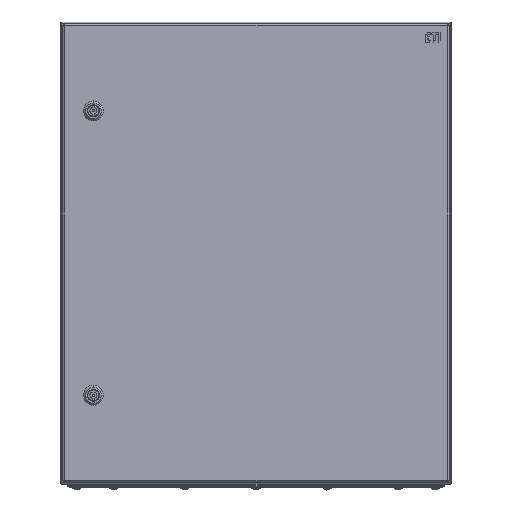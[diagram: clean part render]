
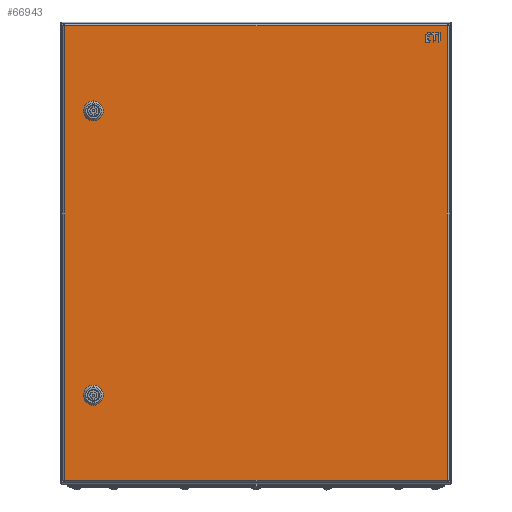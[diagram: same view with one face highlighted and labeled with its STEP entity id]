
A CAD part, front view. The second image highlights one B-rep face of the part: STEP entity #66943.
In plain terms, the highlighted face is planar.
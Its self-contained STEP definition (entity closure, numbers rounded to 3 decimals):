
#65899=DIRECTION('',(0.483,0.,0.875));
#65900=VECTOR('',#65899,538.4);
#65901=CARTESIAN_POINT('',(346.802,444.6,137.233));
#65902=LINE('',#65901,#65900);
#65937=DIRECTION('',(0.,1.,0.));
#65938=VECTOR('',#65937,639.);
#65939=CARTESIAN_POINT('',(346.802,-194.4,137.233));
#65940=LINE('',#65939,#65938);
#65968=DIRECTION('',(-0.483,0.,-0.875));
#65969=VECTOR('',#65968,538.4);
#65970=CARTESIAN_POINT('',(607.079,-194.4,608.541));
#65971=LINE('',#65970,#65969);
#65982=DIRECTION('',(0.483,0.,0.875));
#65983=VECTOR('',#65982,10.111);
#65984=CARTESIAN_POINT('',(585.056,335.15,568.662));
#65985=LINE('',#65984,#65983);
#65989=CARTESIAN_POINT('',(587.5,325.1,573.088));
#65990=DIRECTION('',(0.875,0.,-0.483));
#65991=DIRECTION('',(0.217,0.893,0.393));
#65992=AXIS2_PLACEMENT_3D('',#65989,#65990,#65991);
#65997=DIRECTION('',(0.,-1.,0.));
#65998=VECTOR('',#65997,10.111);
#65999=CARTESIAN_POINT('',(592.358,330.156,581.885));
#66000=LINE('',#65999,#65998);
#66004=CARTESIAN_POINT('',(587.5,325.1,573.088));
#66005=DIRECTION('',(0.875,0.,-0.483));
#66006=DIRECTION('',(0.432,-0.449,0.782));
#66007=AXIS2_PLACEMENT_3D('',#66004,#66005,#66006);
#66012=DIRECTION('',(-0.483,0.,
-0.875));
#66013=VECTOR('',#66012,10.111);
#66014=CARTESIAN_POINT('',(589.944,315.05,577.513));
#66015=LINE('',#66014,#66013);
#66019=CARTESIAN_POINT('',(587.5,325.1,573.088));
#66020=DIRECTION('',(0.875,0.,-0.483));
#66021=DIRECTION('',(-0.217,-0.893,-0.393));
#66022=AXIS2_PLACEMENT_3D('',#66019,#66020,#66021);
#66027=DIRECTION('',(0.,1.,0.));
#66028=VECTOR('',#66027,10.111);
#66029=CARTESIAN_POINT('',(582.641,320.044,564.29));
#66030=LINE('',#66029,#66028);
#66034=CARTESIAN_POINT('',(587.5,325.1,573.088));
#66035=DIRECTION('',(0.875,0.,-0.483));
#66036=DIRECTION('',(-0.432,0.449,-0.782));
#66037=AXIS2_PLACEMENT_3D('',#66034,#66035,#66036);
#66042=DIRECTION('',(0.483,0.,0.875));
#66043=VECTOR('',#66042,10.111);
#66044=CARTESIAN_POINT('',(585.056,-64.85,
568.662));
#66045=LINE('',#66044,#66043);
#66049=CARTESIAN_POINT('',(587.5,-74.9,573.088));
#66050=DIRECTION('',(0.875,0.,-0.483));
#66051=DIRECTION('',(0.217,0.893,0.393));
#66052=AXIS2_PLACEMENT_3D('',#66049,#66050,#66051);
#66057=DIRECTION('',(0.,-1.,0.));
#66058=VECTOR('',#66057,10.111);
#66059=CARTESIAN_POINT('',(592.358,-69.844,
581.885));
#66060=LINE('',#66059,#66058);
#66064=CARTESIAN_POINT('',(587.5,-74.9,573.088));
#66065=DIRECTION('',(0.875,0.,-0.483));
#66066=DIRECTION('',(0.432,-0.449,0.782));
#66067=AXIS2_PLACEMENT_3D('',#66064,#66065,#66066);
#66072=DIRECTION('',(-0.483,0.,
-0.875));
#66073=VECTOR('',#66072,10.111);
#66074=CARTESIAN_POINT('',(589.944,-84.95,577.513));
#66075=LINE('',#66074,#66073);
#66079=CARTESIAN_POINT('',(587.5,-74.9,573.088));
#66080=DIRECTION('',(0.875,0.,-0.483));
#66081=DIRECTION('',(-0.217,-0.893,-0.393));
#66082=AXIS2_PLACEMENT_3D('',#66079,#66080,#66081);
#66087=DIRECTION('',(0.,1.,0.));
#66088=VECTOR('',#66087,10.111);
#66089=CARTESIAN_POINT('',(582.641,-79.956,
564.29));
#66090=LINE('',#66089,#66088);
#66094=CARTESIAN_POINT('',(587.5,-74.9,573.088));
#66095=DIRECTION('',(0.875,0.,-0.483));
#66096=DIRECTION('',(-0.432,0.449,-0.782));
#66097=AXIS2_PLACEMENT_3D('',#66094,#66095,#66096);
#66102=DIRECTION('',(0.,-1.,0.));
#66103=VECTOR('',#66102,639.);
#66104=CARTESIAN_POINT('',(607.079,444.6,608.541));
#66105=LINE('',#66104,#66103);
#66596=CARTESIAN_POINT('',(346.802,444.6,137.233));
#66597=VERTEX_POINT('',#66596);
#66598=CARTESIAN_POINT('',(607.079,444.6,608.541));
#66599=VERTEX_POINT('',#66598);
#66600=CARTESIAN_POINT('',(346.802,-194.4,137.233));
#66601=VERTEX_POINT('',#66600);
#66602=CARTESIAN_POINT('',(607.079,-194.4,608.541));
#66603=VERTEX_POINT('',#66602);
#66604=CARTESIAN_POINT('',(585.056,335.15,568.662));
#66605=CARTESIAN_POINT('',(589.944,335.15,577.513));
#66606=VERTEX_POINT('',#66604);
#66607=VERTEX_POINT('',#66605);
#66608=CARTESIAN_POINT('',(592.358,330.156,581.885));
#66609=VERTEX_POINT('',#66608);
#66610=CARTESIAN_POINT('',(592.358,320.044,581.885));
#66611=VERTEX_POINT('',#66610);
#66612=CARTESIAN_POINT('',(589.944,315.05,577.513));
#66613=VERTEX_POINT('',#66612);
#66614=CARTESIAN_POINT('',(585.056,315.05,568.662));
#66615=VERTEX_POINT('',#66614);
#66616=CARTESIAN_POINT('',(582.641,320.044,564.29));
#66617=VERTEX_POINT('',#66616);
#66618=CARTESIAN_POINT('',(582.641,330.156,564.29));
#66619=VERTEX_POINT('',#66618);
#66620=CARTESIAN_POINT('',(585.056,-64.85,
568.662));
#66621=CARTESIAN_POINT('',(589.944,-64.85,
577.513));
#66622=VERTEX_POINT('',#66620);
#66623=VERTEX_POINT('',#66621);
#66624=CARTESIAN_POINT('',(592.358,-69.844,
581.885));
#66625=VERTEX_POINT('',#66624);
#66626=CARTESIAN_POINT('',(592.358,-79.956,
581.885));
#66627=VERTEX_POINT('',#66626);
#66628=CARTESIAN_POINT('',(589.944,-84.95,
577.513));
#66629=VERTEX_POINT('',#66628);
#66630=CARTESIAN_POINT('',(585.056,-84.95,568.662));
#66631=VERTEX_POINT('',#66630);
#66632=CARTESIAN_POINT('',(582.641,-79.956,
564.29));
#66633=VERTEX_POINT('',#66632);
#66634=CARTESIAN_POINT('',(582.641,-69.844,
564.29));
#66635=VERTEX_POINT('',#66634);
#66895=CARTESIAN_POINT('',(207.679,0.,-114.69));
#66896=DIRECTION('',(-0.875,0.,0.483));
#66897=DIRECTION('',(0.483,0.,0.875));
#66898=AXIS2_PLACEMENT_3D('',#66895,#66896,#66897);
#66899=PLANE('',#66898);
#66901=ORIENTED_EDGE('',*,*,#66900,.F.);
#66902=ORIENTED_EDGE('',*,*,#66836,.F.);
#66903=ORIENTED_EDGE('',*,*,#66863,.F.);
#66904=ORIENTED_EDGE('',*,*,#66886,.F.);
#66905=EDGE_LOOP('',(#66901,#66902,#66903,#66904));
#66906=FACE_OUTER_BOUND('',#66905,.F.);
#66908=ORIENTED_EDGE('',*,*,#66907,.T.);
#66910=ORIENTED_EDGE('',*,*,#66909,.T.);
#66912=ORIENTED_EDGE('',*,*,#66911,.T.);
#66914=ORIENTED_EDGE('',*,*,#66913,.T.);
#66916=ORIENTED_EDGE('',*,*,#66915,.T.);
#66918=ORIENTED_EDGE('',*,*,#66917,.T.);
#66920=ORIENTED_EDGE('',*,*,#66919,.T.);
#66922=ORIENTED_EDGE('',*,*,#66921,.T.);
#66923=EDGE_LOOP('',(#66908,#66910,#66912,#66914,#66916,#66918,#66920,#66922));
#66924=FACE_BOUND('',#66923,.F.);
#66926=ORIENTED_EDGE('',*,*,#66925,.T.);
#66928=ORIENTED_EDGE('',*,*,#66927,.T.);
#66930=ORIENTED_EDGE('',*,*,#66929,.T.);
#66932=ORIENTED_EDGE('',*,*,#66931,.T.);
#66934=ORIENTED_EDGE('',*,*,#66933,.T.);
#66936=ORIENTED_EDGE('',*,*,#66935,.T.);
#66938=ORIENTED_EDGE('',*,*,#66937,.T.);
#66940=ORIENTED_EDGE('',*,*,#66939,.T.);
#66941=EDGE_LOOP('',(#66926,#66928,#66930,#66932,#66934,#66936,#66938,#66940));
#66942=FACE_BOUND('',#66941,.F.);
#65993=CIRCLE('',#65992,11.25);
#66008=CIRCLE('',#66007,11.25);
#66023=CIRCLE('',#66022,11.25);
#66038=CIRCLE('',#66037,11.25);
#66053=CIRCLE('',#66052,11.25);
#66068=CIRCLE('',#66067,11.25);
#66083=CIRCLE('',#66082,11.25);
#66098=CIRCLE('',#66097,11.25);
#66836=EDGE_CURVE('',#66597,#66599,#65902,.T.);
#66863=EDGE_CURVE('',#66601,#66597,#65940,.T.);
#66886=EDGE_CURVE('',#66603,#66601,#65971,.T.);
#66900=EDGE_CURVE('',#66599,#66603,#66105,.T.);
#66907=EDGE_CURVE('',#66606,#66607,#65985,.T.);
#66909=EDGE_CURVE('',#66607,#66609,#65993,.T.);
#66911=EDGE_CURVE('',#66609,#66611,#66000,.T.);
#66913=EDGE_CURVE('',#66611,#66613,#66008,.T.);
#66915=EDGE_CURVE('',#66613,#66615,#66015,.T.);
#66917=EDGE_CURVE('',#66615,#66617,#66023,.T.);
#66919=EDGE_CURVE('',#66617,#66619,#66030,.T.);
#66921=EDGE_CURVE('',#66619,#66606,#66038,.T.);
#66925=EDGE_CURVE('',#66622,#66623,#66045,.T.);
#66927=EDGE_CURVE('',#66623,#66625,#66053,.T.);
#66929=EDGE_CURVE('',#66625,#66627,#66060,.T.);
#66931=EDGE_CURVE('',#66627,#66629,#66068,.T.);
#66933=EDGE_CURVE('',#66629,#66631,#66075,.T.);
#66935=EDGE_CURVE('',#66631,#66633,#66083,.T.);
#66937=EDGE_CURVE('',#66633,#66635,#66090,.T.);
#66939=EDGE_CURVE('',#66635,#66622,#66098,.T.);
#66943=ADVANCED_FACE('',(#66906,#66924,#66942),#66899,.F.);
